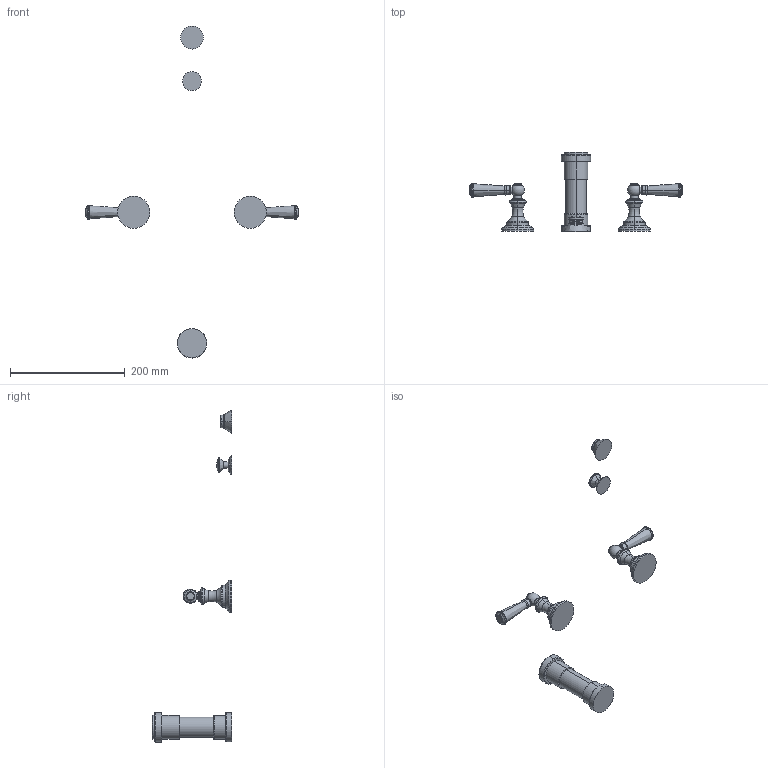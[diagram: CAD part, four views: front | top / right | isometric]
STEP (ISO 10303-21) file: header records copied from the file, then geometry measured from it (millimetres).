
FILE_DESCRIPTION((''),'2;1');
FILE_NAME('2459','2021-01-29T11:07:31',('jinson.thomas'),(''),'CREO PARAMETRIC BY PTC INC, 2018400','CREO PARAMETRIC BY PTC INC, 2018400','');
FILE_SCHEMA(('CONFIG_CONTROL_DESIGN'));
Length unit declared in the file: inch
Products named in the file (1): 2459
Bounding box: 370.84 x 138.3 x 579.07 mm (x, y, z)
Volume: 349113 mm3; surface area: 64295.9 mm2
Topology: 5 solids, 5 shells, 269 faces, 576 edges, 345 vertices
Faces by surface type: torus 102, cylinder 70, plane 67, bspline 10, sphere 10, cone 10
Entity records: 7492 total; most frequent: DIRECTION 1514, CARTESIAN_POINT 1334, ORIENTED_EDGE 1140, AXIS2_PLACEMENT_3D 685, EDGE_CURVE 570, CIRCLE 426, VERTEX_POINT 345, EDGE_LOOP 303
